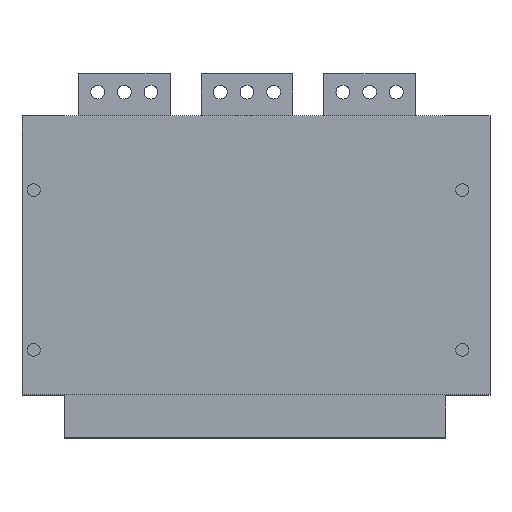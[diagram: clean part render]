
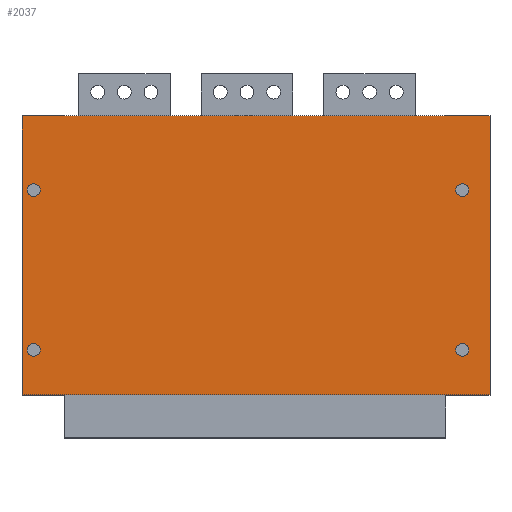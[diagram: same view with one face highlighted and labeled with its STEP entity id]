
A CAD part, top view. The second image highlights one B-rep face of the part: STEP entity #2037.
In plain terms, the highlighted planar face has unit normal (0, 0, 1).
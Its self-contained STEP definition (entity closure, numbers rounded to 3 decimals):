
#9=DIRECTION('',(0.,-1.,0.));
#10=VECTOR('',#9,261.5);
#11=CARTESIAN_POINT('',(0.,-72.,0.));
#12=LINE('',#11,#10);
#25=CARTESIAN_POINT('',(11.,-291.5,0.));
#26=DIRECTION('',(0.,0.,1.));
#27=DIRECTION('',(-1.,0.,0.));
#28=AXIS2_PLACEMENT_3D('',#25,#26,#27);
#30=CARTESIAN_POINT('',(11.,-291.5,0.));
#31=DIRECTION('',(0.,0.,1.));
#32=DIRECTION('',(1.,0.,0.));
#33=AXIS2_PLACEMENT_3D('',#30,#31,#32);
#35=CARTESIAN_POINT('',(11.,-141.5,0.));
#36=DIRECTION('',(0.,0.,1.));
#37=DIRECTION('',(-1.,0.,0.));
#38=AXIS2_PLACEMENT_3D('',#35,#36,#37);
#40=CARTESIAN_POINT('',(11.,-141.5,0.));
#41=DIRECTION('',(0.,0.,1.));
#42=DIRECTION('',(1.,0.,0.));
#43=AXIS2_PLACEMENT_3D('',#40,#41,#42);
#45=CARTESIAN_POINT('',(413.,-291.5,0.));
#46=DIRECTION('',(0.,0.,1.));
#47=DIRECTION('',(-1.,0.,0.));
#48=AXIS2_PLACEMENT_3D('',#45,#46,#47);
#50=CARTESIAN_POINT('',(413.,-291.5,0.));
#51=DIRECTION('',(0.,0.,1.));
#52=DIRECTION('',(1.,0.,0.));
#53=AXIS2_PLACEMENT_3D('',#50,#51,#52);
#55=CARTESIAN_POINT('',(413.,-141.5,0.));
#56=DIRECTION('',(0.,0.,1.));
#57=DIRECTION('',(-1.,0.,0.));
#58=AXIS2_PLACEMENT_3D('',#55,#56,#57);
#60=CARTESIAN_POINT('',(413.,-141.5,0.));
#61=DIRECTION('',(0.,0.,1.));
#62=DIRECTION('',(1.,0.,0.));
#63=AXIS2_PLACEMENT_3D('',#60,#61,#62);
#65=DIRECTION('',(1.,0.,0.));
#66=VECTOR('',#65,439.);
#67=CARTESIAN_POINT('',(0.,-333.5,0.));
#68=LINE('',#67,#66);
#69=DIRECTION('',(1.,0.,0.));
#70=VECTOR('',#69,439.);
#71=CARTESIAN_POINT('',(0.,-72.,0.));
#72=LINE('',#71,#70);
#501=DIRECTION('',(0.,-1.,0.));
#502=VECTOR('',#501,261.5);
#503=CARTESIAN_POINT('',(439.,-72.,0.));
#504=LINE('',#503,#502);
#1481=CARTESIAN_POINT('',(0.,-72.,0.));
#1482=CARTESIAN_POINT('',(439.,-72.,0.));
#1483=VERTEX_POINT('',#1481);
#1484=VERTEX_POINT('',#1482);
#1485=CARTESIAN_POINT('',(5.,-291.5,0.));
#1486=CARTESIAN_POINT('',(17.,-291.5,0.));
#1487=VERTEX_POINT('',#1485);
#1488=VERTEX_POINT('',#1486);
#1489=CARTESIAN_POINT('',(5.,-141.5,0.));
#1490=CARTESIAN_POINT('',(17.,-141.5,0.));
#1491=VERTEX_POINT('',#1489);
#1492=VERTEX_POINT('',#1490);
#1493=CARTESIAN_POINT('',(407.,-291.5,0.));
#1494=CARTESIAN_POINT('',(419.,-291.5,0.));
#1495=VERTEX_POINT('',#1493);
#1496=VERTEX_POINT('',#1494);
#1497=CARTESIAN_POINT('',(407.,-141.5,0.));
#1498=CARTESIAN_POINT('',(419.,-141.5,0.));
#1499=VERTEX_POINT('',#1497);
#1500=VERTEX_POINT('',#1498);
#1589=CARTESIAN_POINT('',(0.,-333.5,0.));
#1591=VERTEX_POINT('',#1589);
#1593=CARTESIAN_POINT('',(439.,-333.5,0.));
#1595=VERTEX_POINT('',#1593);
#2000=CARTESIAN_POINT('',(0.,0.,0.));
#2001=DIRECTION('',(0.,0.,1.));
#2002=DIRECTION('',(0.,-1.,0.));
#2003=AXIS2_PLACEMENT_3D('',#2000,#2001,#2002);
#2004=PLANE('',#2003);
#2005=ORIENTED_EDGE('',*,*,#1983,.F.);
#2006=ORIENTED_EDGE('',*,*,#1956,.F.);
#2008=ORIENTED_EDGE('',*,*,#2007,.T.);
#2010=ORIENTED_EDGE('',*,*,#2009,.T.);
#2011=EDGE_LOOP('',(#2005,#2006,#2008,#2010));
#2012=FACE_OUTER_BOUND('',#2011,.F.);
#2014=ORIENTED_EDGE('',*,*,#2013,.T.);
#2016=ORIENTED_EDGE('',*,*,#2015,.T.);
#2017=EDGE_LOOP('',(#2014,#2016));
#2018=FACE_BOUND('',#2017,.F.);
#2020=ORIENTED_EDGE('',*,*,#2019,.T.);
#2022=ORIENTED_EDGE('',*,*,#2021,.T.);
#2023=EDGE_LOOP('',(#2020,#2022));
#2024=FACE_BOUND('',#2023,.F.);
#2026=ORIENTED_EDGE('',*,*,#2025,.T.);
#2028=ORIENTED_EDGE('',*,*,#2027,.T.);
#2029=EDGE_LOOP('',(#2026,#2028));
#2030=FACE_BOUND('',#2029,.F.);
#2032=ORIENTED_EDGE('',*,*,#2031,.T.);
#2034=ORIENTED_EDGE('',*,*,#2033,.T.);
#2035=EDGE_LOOP('',(#2032,#2034));
#2036=FACE_BOUND('',#2035,.F.);
#2037=ADVANCED_FACE('',(#2012,#2018,#2024,#2030,#2036),#2004,.T.);
#29=CIRCLE('',#28,6.);
#34=CIRCLE('',#33,6.);
#39=CIRCLE('',#38,6.);
#44=CIRCLE('',#43,6.);
#49=CIRCLE('',#48,6.);
#54=CIRCLE('',#53,6.);
#59=CIRCLE('',#58,6.);
#64=CIRCLE('',#63,6.);
#1956=EDGE_CURVE('',#1483,#1591,#12,.T.);
#1983=EDGE_CURVE('',#1591,#1595,#68,.T.);
#2007=EDGE_CURVE('',#1483,#1484,#72,.T.);
#2009=EDGE_CURVE('',#1484,#1595,#504,.T.);
#2013=EDGE_CURVE('',#1491,#1492,#39,.T.);
#2015=EDGE_CURVE('',#1492,#1491,#44,.T.);
#2019=EDGE_CURVE('',#1495,#1496,#49,.T.);
#2021=EDGE_CURVE('',#1496,#1495,#54,.T.);
#2025=EDGE_CURVE('',#1499,#1500,#59,.T.);
#2027=EDGE_CURVE('',#1500,#1499,#64,.T.);
#2031=EDGE_CURVE('',#1487,#1488,#29,.T.);
#2033=EDGE_CURVE('',#1488,#1487,#34,.T.);
